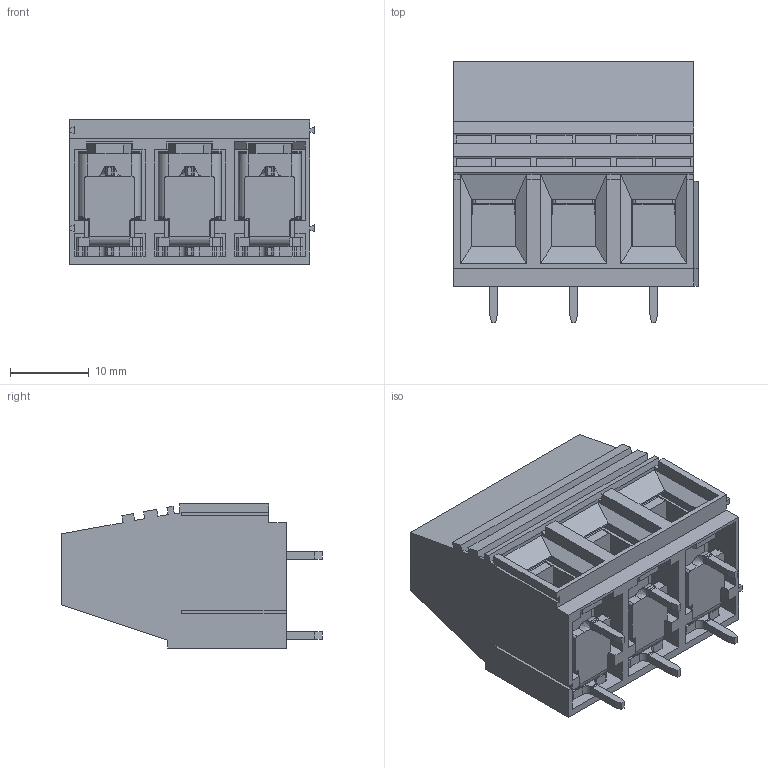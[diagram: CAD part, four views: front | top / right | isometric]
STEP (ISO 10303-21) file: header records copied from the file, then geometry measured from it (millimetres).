
FILE_DESCRIPTION( ( 'Unknown' ), '1' );
FILE_NAME( '691219610003.stp', 'Unknown', ( 'Quentin LAIDEBEUR' ), ( 'WE' ), 'PSStep 15.0.49', 'Sample-box', ' ' );
FILE_SCHEMA( ( 'AUTOMOTIVE_DESIGN { 1 0 10303 214 1 1 1 1 }' ) );
Length unit declared in the file: millimetre
Products named in the file (6): Assem1; 691219610003; 6912196100xx_PIN2; 6912196100xx_PIN1; 6912196100xx; 6911277000xxB_VIS
Assembly tree (13 placements, depth 2):
  Assem1
    691219610003
    6912196100xx_PIN2  x3
    6912196100xx_PIN1  x3
    6912196100xx  x3
    6911277000xxB_VIS  x3
Bounding box: 31.08 x 33.1 x 18.3 mm (x, y, z)
Volume: 7984.7 mm3; surface area: 13163.8 mm2
Topology: 13 solids, 13 shells, 781 faces, 2164 edges, 1400 vertices
Faces by surface type: plane 538, cylinder 225, bspline 12, torus 6
Full cylindrical faces by diameter (mm): 3.7 x3, 4 x6, 5.35 x3, 7.3 x6
Entity records: 16473 total; most frequent: CARTESIAN_POINT 2588, ORIENTED_EDGE 2242, DIRECTION 2100, EDGE_CURVE 1121, LINE 948, VECTOR 948, VERTEX_POINT 731, AXIS2_PLACEMENT_3D 576
